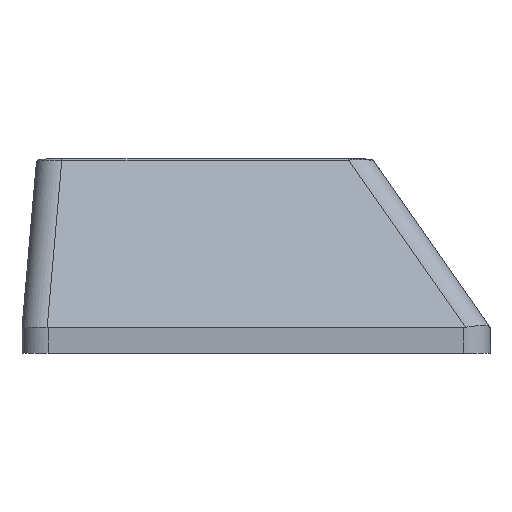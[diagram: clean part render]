
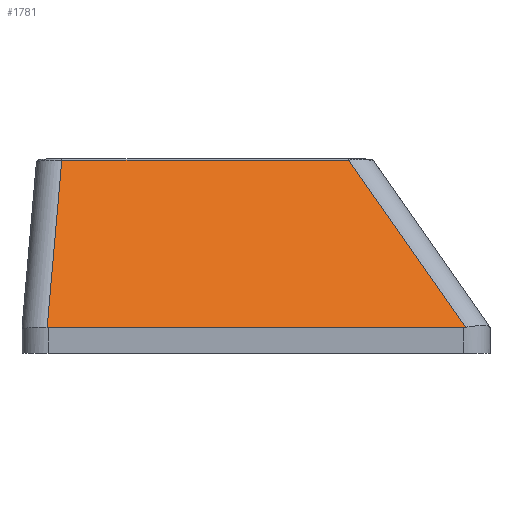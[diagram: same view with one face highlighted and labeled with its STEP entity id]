
A CAD part, left-side view. The second image highlights one B-rep face of the part: STEP entity #1781.
In plain terms, the highlighted planar face has unit normal (-0.906, 0, 0.423).
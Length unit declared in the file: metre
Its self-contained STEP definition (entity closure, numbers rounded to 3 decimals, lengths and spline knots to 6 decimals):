
#19=PLANE('',#1929);
#95=ELLIPSE('',#1930,0.002366,0.001);
#96=ELLIPSE('',#1931,0.002366,0.001);
#189=LINE('',#2756,#371);
#190=LINE('',#2759,#372);
#191=LINE('',#2761,#373);
#192=LINE('',#2765,#374);
#371=VECTOR('',#2160,1.);
#372=VECTOR('',#2161,1.);
#373=VECTOR('',#2162,1.);
#374=VECTOR('',#2165,1.);
#595=ORIENTED_EDGE('',*,*,#1131,.T.);
#596=ORIENTED_EDGE('',*,*,#1132,.T.);
#597=ORIENTED_EDGE('',*,*,#1133,.T.);
#598=ORIENTED_EDGE('',*,*,#1134,.T.);
#599=ORIENTED_EDGE('',*,*,#1135,.F.);
#600=ORIENTED_EDGE('',*,*,#1136,.T.);
#1131=EDGE_CURVE('',#1399,#1400,#189,.F.);
#1132=EDGE_CURVE('',#1400,#1401,#190,.T.);
#1133=EDGE_CURVE('',#1401,#1402,#191,.F.);
#1134=EDGE_CURVE('',#1402,#1403,#95,.T.);
#1135=EDGE_CURVE('',#1404,#1403,#192,.T.);
#1136=EDGE_CURVE('',#1404,#1399,#96,.T.);
#1399=VERTEX_POINT('',#2757);
#1400=VERTEX_POINT('',#2758);
#1401=VERTEX_POINT('',#2760);
#1402=VERTEX_POINT('',#2762);
#1403=VERTEX_POINT('',#2764);
#1404=VERTEX_POINT('',#2766);
#1536=EDGE_LOOP('',(#595,#596,#597,#598,#599,#600));
#1652=FACE_BOUND('',#1536,.T.);
#1781=ADVANCED_FACE('',(#1652),#19,.T.);
#1929=AXIS2_PLACEMENT_3D('',#2755,#2158,#2159);
#1930=AXIS2_PLACEMENT_3D('',#2763,#2163,#2164);
#1931=AXIS2_PLACEMENT_3D('',#2767,#2166,#2167);
#2158=DIRECTION('',(-0.906,0.,0.423));
#2159=DIRECTION('',(0.423,0.,0.906));
#2160=DIRECTION('',(-0.357,-0.536,-0.765));
#2161=DIRECTION('',(0.,1.,0.));
#2162=DIRECTION('',(0.421,-0.079,0.903));
#2163=DIRECTION('',(-0.906,0.,0.423));
#2164=DIRECTION('',(-0.423,0.,-0.906));
#2165=DIRECTION('',(0.,1.,0.));
#2166=DIRECTION('',(-0.906,0.,0.423));
#2167=DIRECTION('',(0.423,0.,0.906));
#2755=CARTESIAN_POINT('',(-0.019391,-0.009,0.00425));
#2756=CARTESIAN_POINT('',(-0.018052,-0.003789,0.007121));
#2757=CARTESIAN_POINT('',(-0.020904,-0.008071,0.001005));
#2758=CARTESIAN_POINT('',(-0.017904,-0.003567,0.007438));
#2759=CARTESIAN_POINT('',(-0.017904,-0.009,0.007438));
#2760=CARTESIAN_POINT('',(-0.017904,0.00747,0.007438));
#2761=CARTESIAN_POINT('',(-0.020938,0.008039,0.000931));
#2762=CARTESIAN_POINT('',(-0.020906,0.008033,0.001001));
#2763=CARTESIAN_POINT('',(-0.019906,0.008,0.003145));
#2764=CARTESIAN_POINT('',(-0.020906,0.008,0.001));
#2765=CARTESIAN_POINT('',(-0.020906,-0.009,0.001));
#2766=CARTESIAN_POINT('',(-0.020906,-0.008,0.001));
#2767=CARTESIAN_POINT('',(-0.019906,-0.008,0.003145));
